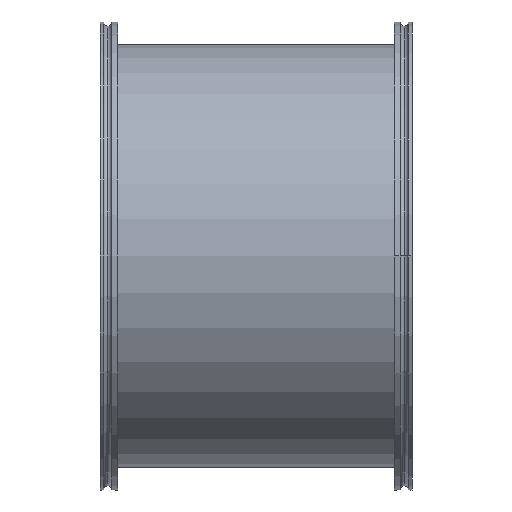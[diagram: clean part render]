
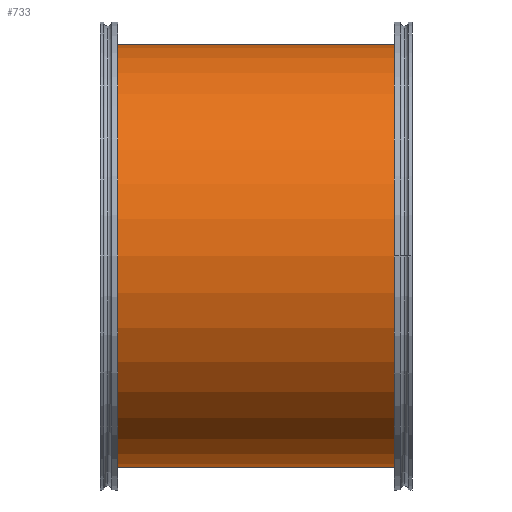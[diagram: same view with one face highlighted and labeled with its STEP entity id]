
A CAD part, front view. The second image highlights one B-rep face of the part: STEP entity #733.
In plain terms, the highlighted cylindrical face has radius 203 mm (diameter 406 mm), a partial arc.
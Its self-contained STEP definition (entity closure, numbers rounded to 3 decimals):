
#63 = VERTEX_POINT ( 'NONE', #1740 ) ;
#128 = DIRECTION ( 'NONE',  ( 0., 0., 1. ) ) ;
#164 = EDGE_CURVE ( 'NONE', #805, #809, #752, .T. ) ;
#170 = EDGE_CURVE ( 'NONE', #805, #63, #553, .T. ) ;
#185 = EDGE_CURVE ( 'NONE', #809, #1794, #465, .T. ) ;
#244 = CARTESIAN_POINT ( 'NONE',  ( 0., 0., 203. ) ) ;
#249 = FACE_OUTER_BOUND ( 'NONE', #1739, .T. ) ;
#262 = DIRECTION ( 'NONE',  ( -1., 0., 0. ) ) ;
#325 = AXIS2_PLACEMENT_3D ( 'NONE', #1377, #1428, #546 ) ;
#429 = VECTOR ( 'NONE', #262, 1000. ) ;
#432 = DIRECTION ( 'NONE',  ( 0., 0., 1. ) ) ;
#465 = LINE ( 'NONE', #1580, #429 ) ;
#482 = EDGE_CURVE ( 'NONE', #63, #1794, #719, .T. ) ;
#494 = DIRECTION ( 'NONE',  ( -1., 0., 0. ) ) ;
#536 = VECTOR ( 'NONE', #1576, 1000. ) ;
#546 = DIRECTION ( 'NONE',  ( 0., 0., 1. ) ) ;
#553 = LINE ( 'NONE', #1105, #536 ) ;
#714 = AXIS2_PLACEMENT_3D ( 'NONE', #1515, #1707, #128 ) ;
#719 = CIRCLE ( 'NONE', #325, 203. ) ;
#733 = ADVANCED_FACE ( 'NONE', ( #249 ), #1342, .T. ) ;
#752 = CIRCLE ( 'NONE', #714, 203. ) ;
#805 = VERTEX_POINT ( 'NONE', #1188 ) ;
#809 = VERTEX_POINT ( 'NONE', #1563 ) ;
#1042 = ORIENTED_EDGE ( 'NONE', *, *, #185, .T. ) ;
#1070 = CARTESIAN_POINT ( 'NONE',  ( 290., 0., 0. ) ) ;
#1105 = CARTESIAN_POINT ( 'NONE',  ( 290., 0., -203. ) ) ;
#1188 = CARTESIAN_POINT ( 'NONE',  ( 284., 0., -203. ) ) ;
#1317 = ORIENTED_EDGE ( 'NONE', *, *, #164, .T. ) ;
#1342 = CYLINDRICAL_SURFACE ( 'NONE', #1791, 203. ) ;
#1377 = CARTESIAN_POINT ( 'NONE',  ( 0., 0., 0. ) ) ;
#1428 = DIRECTION ( 'NONE',  ( -1., 0., 0. ) ) ;
#1515 = CARTESIAN_POINT ( 'NONE',  ( 284., 0., 0. ) ) ;
#1563 = CARTESIAN_POINT ( 'NONE',  ( 284., 0., 203. ) ) ;
#1576 = DIRECTION ( 'NONE',  ( -1., 0., 0. ) ) ;
#1580 = CARTESIAN_POINT ( 'NONE',  ( 290., 0., 203. ) ) ;
#1673 = ORIENTED_EDGE ( 'NONE', *, *, #482, .F. ) ;
#1707 = DIRECTION ( 'NONE',  ( -1., 0., 0. ) ) ;
#1732 = ORIENTED_EDGE ( 'NONE', *, *, #170, .F. ) ;
#1739 = EDGE_LOOP ( 'NONE', ( #1732, #1317, #1042, #1673 ) ) ;
#1740 = CARTESIAN_POINT ( 'NONE',  ( 0., 0., -203. ) ) ;
#1791 = AXIS2_PLACEMENT_3D ( 'NONE', #1070, #494, #432 ) ;
#1794 = VERTEX_POINT ( 'NONE', #244 ) ;
